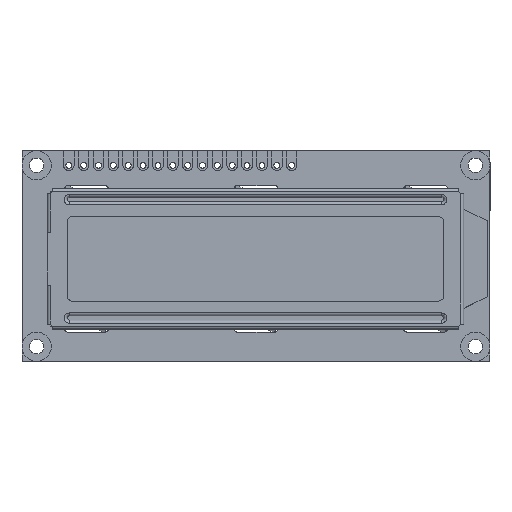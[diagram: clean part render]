
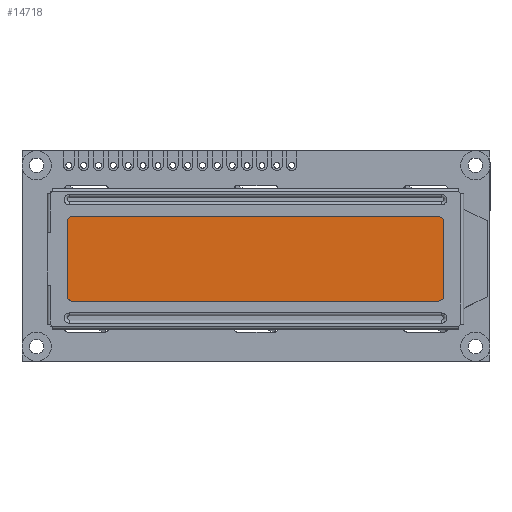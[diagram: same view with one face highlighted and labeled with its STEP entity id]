
A CAD part, top view. The second image highlights one B-rep face of the part: STEP entity #14718.
In plain terms, the highlighted face is planar.
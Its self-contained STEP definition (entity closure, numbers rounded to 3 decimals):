
#825 = VECTOR ( 'NONE', #2620, 1000. ) ;
#967 = VERTEX_POINT ( 'NONE', #13266 ) ;
#1592 = CARTESIAN_POINT ( 'NONE',  ( -35., 1., 11. ) ) ;
#1967 = LINE ( 'NONE', #13747, #11079 ) ;
#2272 = CARTESIAN_POINT ( 'NONE',  ( -35., 1., -11. ) ) ;
#2419 = CARTESIAN_POINT ( 'NONE',  ( 35., 1., -11. ) ) ;
#2620 = DIRECTION ( 'NONE',  ( -1., 0., 0. ) ) ;
#2834 = EDGE_CURVE ( 'NONE', #967, #10933, #3876, .T. ) ;
#3201 = VERTEX_POINT ( 'NONE', #10960 ) ;
#3876 = LINE ( 'NONE', #2272, #9810 ) ;
#4225 = ORIENTED_EDGE ( 'NONE', *, *, #2834, .T. ) ;
#4412 = CARTESIAN_POINT ( 'NONE',  ( -35., 1., 11. ) ) ;
#4899 = FACE_OUTER_BOUND ( 'NONE', #15245, .T. ) ;
#4902 = VERTEX_POINT ( 'NONE', #2419 ) ;
#4960 = ORIENTED_EDGE ( 'NONE', *, *, #5313, .T. ) ;
#4978 = CARTESIAN_POINT ( 'NONE',  ( -35., 1., -11. ) ) ;
#5017 = AXIS2_PLACEMENT_3D ( 'NONE', #5568, #15100, #7974 ) ;
#5313 = EDGE_CURVE ( 'NONE', #3201, #4902, #1967, .T. ) ;
#5528 = DIRECTION ( 'NONE',  ( 1., 0., 0. ) ) ;
#5568 = CARTESIAN_POINT ( 'NONE',  ( 0., 1., 0. ) ) ;
#5648 = VECTOR ( 'NONE', #5528, 1000. ) ;
#6034 = LINE ( 'NONE', #4412, #5648 ) ;
#6283 = EDGE_CURVE ( 'NONE', #4902, #967, #10312, .T. ) ;
#7974 = DIRECTION ( 'NONE',  ( 0., 0., 1. ) ) ;
#8165 = DIRECTION ( 'NONE',  ( 0., 0., -1. ) ) ;
#9116 = PLANE ( 'NONE',  #5017 ) ;
#9600 = EDGE_CURVE ( 'NONE', #10933, #3201, #6034, .T. ) ;
#9810 = VECTOR ( 'NONE', #11760, 1000. ) ;
#10198 = ORIENTED_EDGE ( 'NONE', *, *, #9600, .T. ) ;
#10312 = LINE ( 'NONE', #4978, #825 ) ;
#10933 = VERTEX_POINT ( 'NONE', #1592 ) ;
#10960 = CARTESIAN_POINT ( 'NONE',  ( 35., 1., 11. ) ) ;
#11079 = VECTOR ( 'NONE', #8165, 1000. ) ;
#11760 = DIRECTION ( 'NONE',  ( 0., 0., 1. ) ) ;
#13266 = CARTESIAN_POINT ( 'NONE',  ( -35., 1., -11. ) ) ;
#13747 = CARTESIAN_POINT ( 'NONE',  ( 35., 1., -11. ) ) ;
#14718 = ADVANCED_FACE ( 'NONE', ( #4899 ), #9116, .T. ) ;
#15095 = ORIENTED_EDGE ( 'NONE', *, *, #6283, .T. ) ;
#15100 = DIRECTION ( 'NONE',  ( 0., 1., 0. ) ) ;
#15245 = EDGE_LOOP ( 'NONE', ( #4960, #15095, #4225, #10198 ) ) ;
